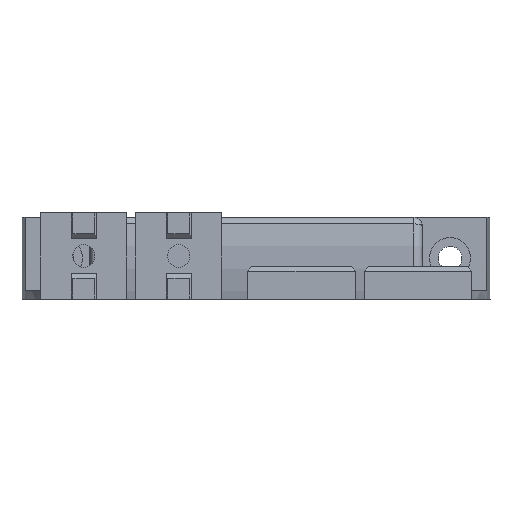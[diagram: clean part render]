
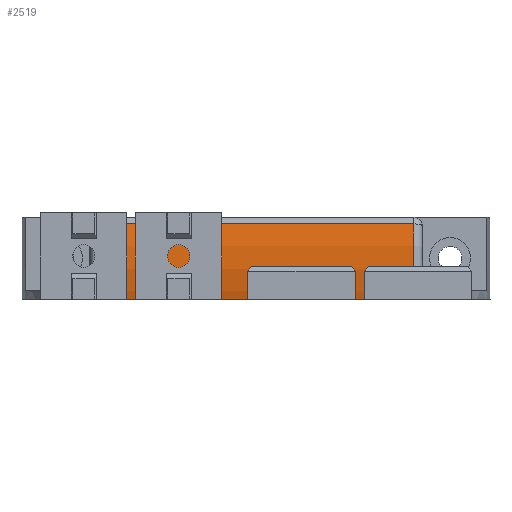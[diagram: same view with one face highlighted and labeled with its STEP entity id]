
A CAD part, left-side view. The second image highlights one B-rep face of the part: STEP entity #2519.
In plain terms, the highlighted cylindrical face has radius 36 mm (diameter 72 mm), a partial arc.
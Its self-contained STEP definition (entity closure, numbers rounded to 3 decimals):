
#106=B_SPLINE_CURVE_WITH_KNOTS('',3,(#3891,#3892,#3893,#3894,#3895,#3896),
 .UNSPECIFIED.,.F.,.F.,(4,2,4),(-0.936,-0.775,-0.743),
 .UNSPECIFIED.);
#107=B_SPLINE_CURVE_WITH_KNOTS('',3,(#3898,#3899,#3900,#3901),
 .UNSPECIFIED.,.F.,.F.,(4,4),(-3.585,-3.399),
 .UNSPECIFIED.);
#124=LINE('',#3781,#382);
#142=LINE('',#3856,#400);
#146=LINE('',#3890,#404);
#147=LINE('',#3902,#405);
#382=VECTOR('',#3011,1000.);
#400=VECTOR('',#3087,10.);
#404=VECTOR('',#3117,1000.);
#405=VECTOR('',#3118,1000.);
#642=CYLINDRICAL_SURFACE('',#2755,36.);
#715=FACE_OUTER_BOUND('',#857,.T.);
#857=EDGE_LOOP('',(#1791,#1792,#1793,#1794,#1795,#1796,#1797,#1798));
#1043=CIRCLE('',#2754,36.);
#1044=CIRCLE('',#2756,36.);
#1113=VERTEX_POINT('',#3778);
#1114=VERTEX_POINT('',#3780);
#1141=VERTEX_POINT('',#3852);
#1142=VERTEX_POINT('',#3854);
#1147=VERTEX_POINT('',#3874);
#1148=VERTEX_POINT('',#3887);
#1149=VERTEX_POINT('',#3889);
#1150=VERTEX_POINT('',#3897);
#1351=EDGE_CURVE('',#1113,#1114,#124,.T.);
#1389=EDGE_CURVE('',#1142,#1141,#142,.T.);
#1398=EDGE_CURVE('',#1141,#1147,#1043,.T.);
#1400=EDGE_CURVE('',#1148,#1142,#1044,.T.);
#1401=EDGE_CURVE('',#1149,#1148,#146,.T.);
#1402=EDGE_CURVE('',#1114,#1149,#106,.T.);
#1403=EDGE_CURVE('',#1150,#1113,#107,.T.);
#1404=EDGE_CURVE('',#1147,#1150,#147,.T.);
#1791=ORIENTED_EDGE('',*,*,#1389,.F.);
#1792=ORIENTED_EDGE('',*,*,#1400,.F.);
#1793=ORIENTED_EDGE('',*,*,#1401,.F.);
#1794=ORIENTED_EDGE('',*,*,#1402,.F.);
#1795=ORIENTED_EDGE('',*,*,#1351,.F.);
#1796=ORIENTED_EDGE('',*,*,#1403,.F.);
#1797=ORIENTED_EDGE('',*,*,#1404,.F.);
#1798=ORIENTED_EDGE('',*,*,#1398,.F.);
#2519=ADVANCED_FACE('',(#715),#642,.T.);
#2754=AXIS2_PLACEMENT_3D('',#3875,#3111,#3112);
#2755=AXIS2_PLACEMENT_3D('',#3886,#3113,#3114);
#2756=AXIS2_PLACEMENT_3D('',#3888,#3115,#3116);
#3011=DIRECTION('',(1.,0.,0.));
#3087=DIRECTION('',(-1.,0.,0.));
#3111=DIRECTION('center_axis',(-1.,0.,0.));
#3112=DIRECTION('ref_axis',(0.,1.,0.027));
#3113=DIRECTION('center_axis',(-1.,0.,0.));
#3114=DIRECTION('ref_axis',(0.,0.,
-1.));
#3115=DIRECTION('center_axis',(1.,0.,0.));
#3116=DIRECTION('ref_axis',(0.,1.,0.027));
#3117=DIRECTION('',(-1.,0.,0.));
#3118=DIRECTION('',(-1.,0.,0.));
#3778=CARTESIAN_POINT('',(7.41,34.724,0.));
#3780=CARTESIAN_POINT('',(101.09,34.724,0.));
#3781=CARTESIAN_POINT('',(0.,34.724,0.));
#3852=CARTESIAN_POINT('',(17.725,35.113,17.441));
#3854=CARTESIAN_POINT('',(90.775,35.113,17.441));
#3856=CARTESIAN_POINT('',(0.,35.113,17.441));
#3874=CARTESIAN_POINT('',(17.725,35.189,1.9));
#3875=CARTESIAN_POINT('Origin',(17.725,0.,
9.5));
#3886=CARTESIAN_POINT('Origin',(0.,0.,
9.5));
#3887=CARTESIAN_POINT('',(90.775,35.189,1.9));
#3888=CARTESIAN_POINT('Origin',(90.775,0.,
9.5));
#3889=CARTESIAN_POINT('',(100.687,35.189,1.9));
#3890=CARTESIAN_POINT('',(0.,35.189,1.9));
#3891=CARTESIAN_POINT('Ctrl Pts',(101.09,34.724,0.));
#3892=CARTESIAN_POINT('Ctrl Pts',(100.985,34.873,0.546));
#3893=CARTESIAN_POINT('Ctrl Pts',(100.872,35.006,1.083));
#3894=CARTESIAN_POINT('Ctrl Pts',(100.734,35.144,1.696));
#3895=CARTESIAN_POINT('Ctrl Pts',(100.711,35.166,1.797));
#3896=CARTESIAN_POINT('Ctrl Pts',(100.687,35.189,1.9));
#3897=CARTESIAN_POINT('',(7.813,35.189,1.9));
#3898=CARTESIAN_POINT('Ctrl Pts',(7.813,35.189,1.9));
#3899=CARTESIAN_POINT('Ctrl Pts',(7.666,35.051,1.262));
#3900=CARTESIAN_POINT('Ctrl Pts',(7.53,34.896,0.628));
#3901=CARTESIAN_POINT('Ctrl Pts',(7.41,34.724,0.));
#3902=CARTESIAN_POINT('',(0.,35.189,1.9));
